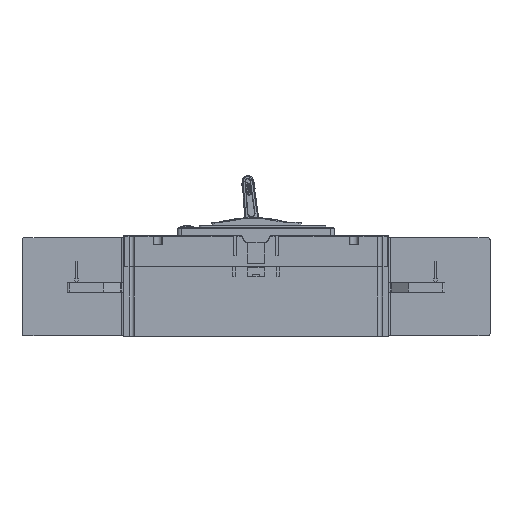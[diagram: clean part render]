
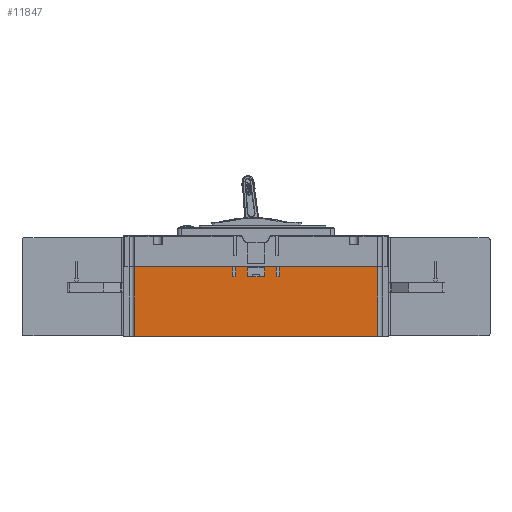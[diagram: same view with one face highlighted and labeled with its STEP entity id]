
A CAD part, left-side view. The second image highlights one B-rep face of the part: STEP entity #11847.
In plain terms, the highlighted planar face has unit normal (-1, 0, 0).
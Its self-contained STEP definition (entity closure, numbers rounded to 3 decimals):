
#6405=CIRCLE('',#111412,0.5);
#6408=CIRCLE('',#111418,0.5);
#6931=CIRCLE('',#113089,0.5);
#6932=CIRCLE('',#113092,0.5);
#6933=CIRCLE('',#113098,0.5);
#6936=CIRCLE('',#113103,0.5);
#11847=ADVANCED_FACE('',(#20992),#16824,.F.);
#16824=PLANE('',#113106);
#20992=FACE_OUTER_BOUND('',#27170,.T.);
#27170=EDGE_LOOP('',(#46877,#46878,#46879,#46880,#46881,#46882,#46883,#46884,
#46885,#46886,#46887,#46888,#46889,#46890,#46891,#46892,#46893,#46894,#46895,
#46896,#46897,#46898));
#46877=ORIENTED_EDGE('',*,*,#79715,.T.);
#46878=ORIENTED_EDGE('',*,*,#79710,.T.);
#46879=ORIENTED_EDGE('',*,*,#79708,.T.);
#46880=ORIENTED_EDGE('',*,*,#79706,.T.);
#46881=ORIENTED_EDGE('',*,*,#79704,.T.);
#46882=ORIENTED_EDGE('',*,*,#79702,.T.);
#46883=ORIENTED_EDGE('',*,*,#79699,.T.);
#46884=ORIENTED_EDGE('',*,*,#76808,.T.);
#46885=ORIENTED_EDGE('',*,*,#76806,.T.);
#46886=ORIENTED_EDGE('',*,*,#76801,.T.);
#46887=ORIENTED_EDGE('',*,*,#76797,.T.);
#46888=ORIENTED_EDGE('',*,*,#76795,.T.);
#46889=ORIENTED_EDGE('',*,*,#79698,.T.);
#46890=ORIENTED_EDGE('',*,*,#79577,.F.);
#46891=ORIENTED_EDGE('',*,*,#79731,.T.);
#46892=ORIENTED_EDGE('',*,*,#78931,.F.);
#46893=ORIENTED_EDGE('',*,*,#79714,.T.);
#46894=ORIENTED_EDGE('',*,*,#79717,.T.);
#46895=ORIENTED_EDGE('',*,*,#79724,.T.);
#46896=ORIENTED_EDGE('',*,*,#79722,.T.);
#46897=ORIENTED_EDGE('',*,*,#79728,.T.);
#46898=ORIENTED_EDGE('',*,*,#79730,.T.);
#64843=VERTEX_POINT('',#164948);
#64844=VERTEX_POINT('',#164950);
#64845=VERTEX_POINT('',#164954);
#64848=VERTEX_POINT('',#164962);
#64851=VERTEX_POINT('',#164972);
#64852=VERTEX_POINT('',#164976);
#66369=VERTEX_POINT('',#169575);
#66370=VERTEX_POINT('',#169577);
#66764=VERTEX_POINT('',#170917);
#66765=VERTEX_POINT('',#170918);
#66830=VERTEX_POINT('',#171164);
#66831=VERTEX_POINT('',#171169);
#66832=VERTEX_POINT('',#171173);
#66833=VERTEX_POINT('',#171177);
#66834=VERTEX_POINT('',#171181);
#66835=VERTEX_POINT('',#171185);
#66838=VERTEX_POINT('',#171192);
#66839=VERTEX_POINT('',#171195);
#66840=VERTEX_POINT('',#171199);
#66844=VERTEX_POINT('',#171208);
#66845=VERTEX_POINT('',#171210);
#66847=VERTEX_POINT('',#171221);
#76795=EDGE_CURVE('',#64844,#64843,#90653,.T.);
#76797=EDGE_CURVE('',#64845,#64844,#6405,.T.);
#76801=EDGE_CURVE('',#64848,#64845,#90657,.T.);
#76806=EDGE_CURVE('',#64851,#64848,#6408,.T.);
#76808=EDGE_CURVE('',#64852,#64851,#90662,.T.);
#78931=EDGE_CURVE('',#66369,#66370,#92324,.T.);
#79577=EDGE_CURVE('',#66764,#66765,#92884,.T.);
#79698=EDGE_CURVE('',#64843,#66765,#92993,.T.);
#79699=EDGE_CURVE('',#66830,#64852,#92994,.T.);
#79702=EDGE_CURVE('',#66831,#66830,#92996,.T.);
#79704=EDGE_CURVE('',#66832,#66831,#6931,.T.);
#79706=EDGE_CURVE('',#66833,#66832,#92999,.T.);
#79708=EDGE_CURVE('',#66834,#66833,#6932,.T.);
#79710=EDGE_CURVE('',#66835,#66834,#93002,.T.);
#79714=EDGE_CURVE('',#66369,#66838,#93006,.T.);
#79715=EDGE_CURVE('',#66839,#66835,#93007,.T.);
#79717=EDGE_CURVE('',#66838,#66840,#93009,.T.);
#79722=EDGE_CURVE('',#66845,#66844,#93014,.T.);
#79724=EDGE_CURVE('',#66840,#66845,#6933,.T.);
#79728=EDGE_CURVE('',#66844,#66847,#6936,.T.);
#79730=EDGE_CURVE('',#66847,#66839,#93018,.T.);
#79731=EDGE_CURVE('',#66764,#66370,#93019,.T.);
#90653=LINE('',#164949,#101604);
#90657=LINE('',#164961,#101608);
#90662=LINE('',#164975,#101613);
#92324=LINE('',#169576,#103275);
#92884=LINE('',#170916,#103835);
#92993=LINE('',#171162,#103944);
#92994=LINE('',#171163,#103945);
#92996=LINE('',#171168,#103947);
#92999=LINE('',#171176,#103950);
#93002=LINE('',#171184,#103953);
#93006=LINE('',#171193,#103957);
#93007=LINE('',#171194,#103958);
#93009=LINE('',#171198,#103960);
#93014=LINE('',#171209,#103965);
#93018=LINE('',#171224,#103969);
#93019=LINE('',#171226,#103970);
#101604=VECTOR('',#127347,1.);
#101608=VECTOR('',#127359,1.);
#101613=VECTOR('',#127374,1.);
#103275=VECTOR('',#131590,1.);
#103835=VECTOR('',#132822,1.);
#103944=VECTOR('',#133037,1.);
#103945=VECTOR('',#133038,1.);
#103947=VECTOR('',#133044,1.);
#103950=VECTOR('',#133053,1.);
#103953=VECTOR('',#133062,1.);
#103957=VECTOR('',#133068,1.);
#103958=VECTOR('',#133069,1.);
#103960=VECTOR('',#133073,1.);
#103965=VECTOR('',#133080,1.);
#103969=VECTOR('',#133100,1.);
#103970=VECTOR('',#133103,1.);
#111412=AXIS2_PLACEMENT_3D('',#164953,#127351,#127352);
#111418=AXIS2_PLACEMENT_3D('',#164971,#127369,#127370);
#113089=AXIS2_PLACEMENT_3D('',#171172,#133048,#133049);
#113092=AXIS2_PLACEMENT_3D('',#171180,#133057,#133058);
#113098=AXIS2_PLACEMENT_3D('',#171213,#133084,#133085);
#113103=AXIS2_PLACEMENT_3D('',#171220,#133095,#133096);
#113106=AXIS2_PLACEMENT_3D('',#171227,#133104,#133105);
#127347=DIRECTION('',(0.,0.,1.));
#127351=DIRECTION('',(1.,0.,0.));
#127352=DIRECTION('',(0.,0.,-1.));
#127359=DIRECTION('',(0.,1.,0.));
#127369=DIRECTION('',(1.,0.,0.));
#127370=DIRECTION('',(0.,-1.,0.));
#127374=DIRECTION('',(0.,0.,-1.));
#131590=DIRECTION('',(0.,0.,-1.));
#132822=DIRECTION('',(0.,0.,1.));
#133037=DIRECTION('',(0.,1.,0.));
#133038=DIRECTION('',(0.,1.,0.));
#133044=DIRECTION('',(0.,0.,1.));
#133048=DIRECTION('',(1.,0.,0.));
#133049=DIRECTION('',(0.,0.,-1.));
#133053=DIRECTION('',(0.,1.,0.));
#133057=DIRECTION('',(1.,0.,0.));
#133058=DIRECTION('',(0.,-1.,0.));
#133062=DIRECTION('',(0.,0.,-1.));
#133068=DIRECTION('',(0.,1.,0.));
#133069=DIRECTION('',(0.,1.,0.));
#133073=DIRECTION('',(0.,0.,-1.));
#133080=DIRECTION('',(0.,1.,0.));
#133084=DIRECTION('',(1.,0.,0.));
#133085=DIRECTION('',(0.,-1.,0.));
#133095=DIRECTION('',(1.,0.,0.));
#133096=DIRECTION('',(0.,0.,-1.));
#133100=DIRECTION('',(0.,0.,1.));
#133103=DIRECTION('',(0.,-1.,0.));
#133104=DIRECTION('',(1.,0.,0.));
#133105=DIRECTION('',(0.,1.,0.));
#164948=CARTESIAN_POINT('',(0.,158.5,-3.));
#164949=CARTESIAN_POINT('',(0.,158.5,-12.8));
#164950=CARTESIAN_POINT('',(0.,158.5,-12.8));
#164953=CARTESIAN_POINT('',(0.,158.,-12.8));
#164954=CARTESIAN_POINT('',(0.,158.,-13.3));
#164961=CARTESIAN_POINT('',(0.,156.,-13.3));
#164962=CARTESIAN_POINT('',(0.,156.,-13.3));
#164971=CARTESIAN_POINT('',(0.,156.,-12.8));
#164972=CARTESIAN_POINT('',(0.,155.5,-12.8));
#164975=CARTESIAN_POINT('',(0.,155.5,-3.));
#164976=CARTESIAN_POINT('',(0.,155.5,-3.));
#169575=CARTESIAN_POINT('',(0.,11.,-3.));
#169576=CARTESIAN_POINT('',(0.,11.,-3.));
#169577=CARTESIAN_POINT('',(0.,11.,-74.));
#170916=CARTESIAN_POINT('',(0.,259.,-74.));
#170917=CARTESIAN_POINT('',(0.,259.,-74.));
#170918=CARTESIAN_POINT('',(0.,259.,-3.));
#171162=CARTESIAN_POINT('',(0.,158.5,-3.));
#171163=CARTESIAN_POINT('',(0.,144.,-3.));
#171164=CARTESIAN_POINT('',(0.,144.,-3.));
#171168=CARTESIAN_POINT('',(0.,144.,-12.8));
#171169=CARTESIAN_POINT('',(0.,144.,-12.8));
#171172=CARTESIAN_POINT('',(0.,143.5,-12.8));
#171173=CARTESIAN_POINT('',(0.,143.5,-13.3));
#171176=CARTESIAN_POINT('',(0.,126.5,-13.3));
#171177=CARTESIAN_POINT('',(0.,126.5,-13.3));
#171180=CARTESIAN_POINT('',(0.,126.5,-12.8));
#171181=CARTESIAN_POINT('',(0.,126.,-12.8));
#171184=CARTESIAN_POINT('',(0.,126.,-3.));
#171185=CARTESIAN_POINT('',(0.,126.,-3.));
#171192=CARTESIAN_POINT('',(0.,111.5,-3.));
#171193=CARTESIAN_POINT('',(0.,11.,-3.));
#171194=CARTESIAN_POINT('',(0.,114.5,-3.));
#171195=CARTESIAN_POINT('',(0.,114.5,-3.));
#171198=CARTESIAN_POINT('',(0.,111.5,-3.));
#171199=CARTESIAN_POINT('',(0.,111.5,-12.8));
#171208=CARTESIAN_POINT('',(0.,114.,-13.3));
#171209=CARTESIAN_POINT('',(0.,112.,-13.3));
#171210=CARTESIAN_POINT('',(0.,112.,-13.3));
#171213=CARTESIAN_POINT('',(0.,112.,-12.8));
#171220=CARTESIAN_POINT('',(0.,114.,-12.8));
#171221=CARTESIAN_POINT('',(0.,114.5,-12.8));
#171224=CARTESIAN_POINT('',(0.,114.5,-12.8));
#171226=CARTESIAN_POINT('',(0.,259.,-74.));
#171227=CARTESIAN_POINT('',(0.,0.,
-74.));
